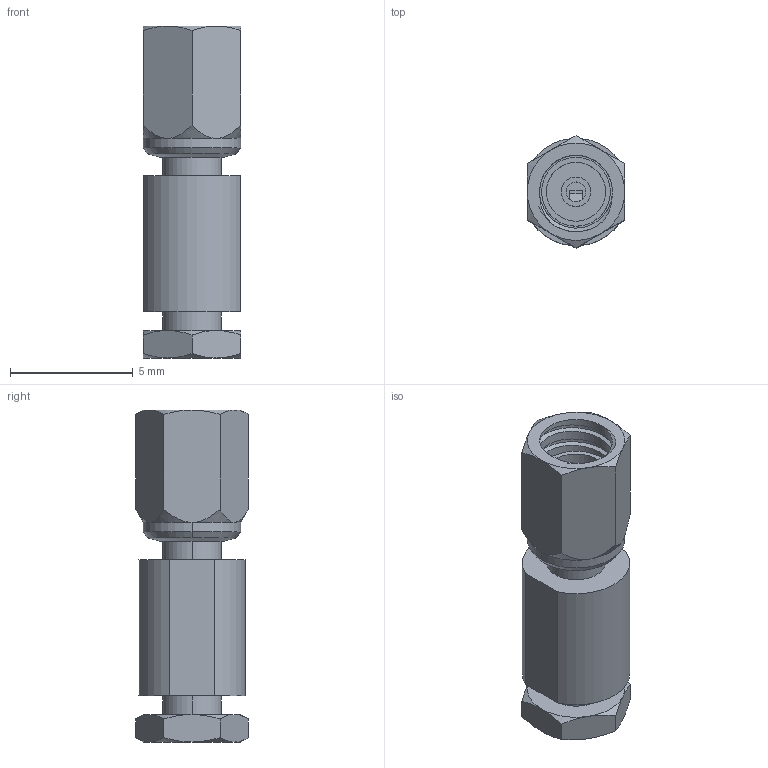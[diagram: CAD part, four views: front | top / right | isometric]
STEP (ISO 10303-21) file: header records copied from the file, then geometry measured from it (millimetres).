
FILE_DESCRIPTION (( 'STEP AP214' ), '1' );
FILE_NAME ('PE45366_3D.step', '2024-08-26T17:47:21', ( '' ), ( '' ), 'SwSTEP 2.0', 'SolidWorks 2022', '' );
FILE_SCHEMA (( 'AUTOMOTIVE_DESIGN' ));
Length unit declared in the file: millimetre
Products named in the file (1): PE45366_3D
Bounding box: 3.96 x 4.58 x 13.51 mm (x, y, z)
Volume: 137.2 mm3; surface area: 381.8 mm2
Topology: 1 solids, 1 shells, 96 faces, 222 edges, 138 vertices
Faces by surface type: plane 37, cylinder 28, cone 28, bspline 3
Entity records: 3392 total; most frequent: CARTESIAN_POINT 1294, ORIENTED_EDGE 444, DIRECTION 406, EDGE_CURVE 222, AXIS2_PLACEMENT_3D 162, VERTEX_POINT 138, EDGE_LOOP 108, FACE_OUTER_BOUND 96
